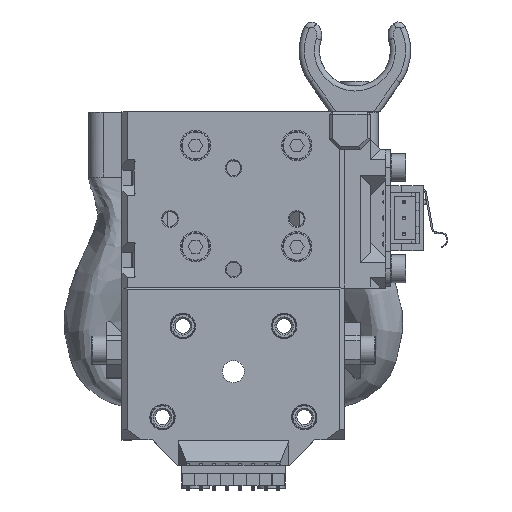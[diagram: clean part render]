
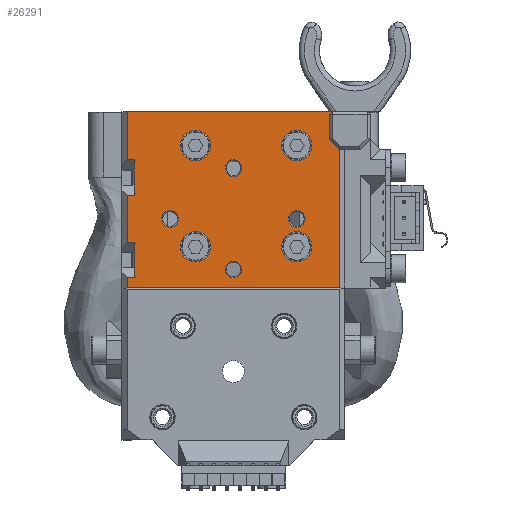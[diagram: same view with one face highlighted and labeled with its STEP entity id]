
A CAD part, top view. The second image highlights one B-rep face of the part: STEP entity #26291.
In plain terms, the highlighted planar face has unit normal (0, 0, 1).
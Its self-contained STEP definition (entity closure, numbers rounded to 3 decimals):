
#1138=FACE_BOUND('',#3046,.T.);
#1139=FACE_BOUND('',#3047,.T.);
#1140=FACE_BOUND('',#3048,.T.);
#1141=FACE_BOUND('',#3049,.T.);
#1142=FACE_BOUND('',#3050,.T.);
#1143=FACE_BOUND('',#3051,.T.);
#1144=FACE_BOUND('',#3052,.T.);
#1145=FACE_BOUND('',#3053,.T.);
#1576=FACE_OUTER_BOUND('',#3045,.T.);
#3045=EDGE_LOOP('',(#18057,#18058,#18059,#18060,#18061,#18062,#18063,#18064,
#18065,#18066,#18067,#18068,#18069,#18070,#18071));
#3046=EDGE_LOOP('',(#18072));
#3047=EDGE_LOOP('',(#18073));
#3048=EDGE_LOOP('',(#18074));
#3049=EDGE_LOOP('',(#18075));
#3050=EDGE_LOOP('',(#18076));
#3051=EDGE_LOOP('',(#18077));
#3052=EDGE_LOOP('',(#18078));
#3053=EDGE_LOOP('',(#18079));
#4522=CIRCLE('',#27840,1.65);
#4525=CIRCLE('',#27845,1.65);
#4528=CIRCLE('',#27850,1.65);
#4531=CIRCLE('',#27855,1.65);
#4544=CIRCLE('',#27896,3.);
#4545=CIRCLE('',#27897,3.);
#4546=CIRCLE('',#27898,3.);
#4547=CIRCLE('',#27899,3.);
#5555=LINE('',#37748,#8328);
#5569=LINE('',#37777,#8342);
#5570=LINE('',#37779,#8343);
#5575=LINE('',#37805,#8348);
#5576=LINE('',#37807,#8349);
#5577=LINE('',#37809,#8350);
#5578=LINE('',#37811,#8351);
#5579=LINE('',#37813,#8352);
#5580=LINE('',#37815,#8353);
#5581=LINE('',#37817,#8354);
#5582=LINE('',#37819,#8355);
#5583=LINE('',#37821,#8356);
#5584=LINE('',#37823,#8357);
#5585=LINE('',#37825,#8358);
#5586=LINE('',#37826,#8359);
#8328=VECTOR('',#30696,10.);
#8342=VECTOR('',#30724,10.);
#8343=VECTOR('',#30727,10.);
#8348=VECTOR('',#30760,10.);
#8349=VECTOR('',#30761,1000.);
#8350=VECTOR('',#30762,1000.);
#8351=VECTOR('',#30763,1000.);
#8352=VECTOR('',#30764,1000.);
#8353=VECTOR('',#30765,1000.);
#8354=VECTOR('',#30766,1000.);
#8355=VECTOR('',#30767,1000.);
#8356=VECTOR('',#30768,1000.);
#8357=VECTOR('',#30769,1000.);
#8358=VECTOR('',#30770,1000.);
#8359=VECTOR('',#30771,10.);
#10941=VERTEX_POINT('',#37640);
#10944=VERTEX_POINT('',#37650);
#10947=VERTEX_POINT('',#37660);
#10950=VERTEX_POINT('',#37670);
#10973=VERTEX_POINT('',#37746);
#10974=VERTEX_POINT('',#37747);
#10978=VERTEX_POINT('',#37765);
#10982=VERTEX_POINT('',#37775);
#10989=VERTEX_POINT('',#37804);
#10990=VERTEX_POINT('',#37806);
#10991=VERTEX_POINT('',#37808);
#10992=VERTEX_POINT('',#37810);
#10993=VERTEX_POINT('',#37812);
#10994=VERTEX_POINT('',#37814);
#10995=VERTEX_POINT('',#37816);
#10996=VERTEX_POINT('',#37818);
#10997=VERTEX_POINT('',#37820);
#10998=VERTEX_POINT('',#37822);
#10999=VERTEX_POINT('',#37824);
#11000=VERTEX_POINT('',#37827);
#11001=VERTEX_POINT('',#37829);
#11002=VERTEX_POINT('',#37831);
#11003=VERTEX_POINT('',#37833);
#13625=EDGE_CURVE('',#10941,#10941,#4522,.T.);
#13630=EDGE_CURVE('',#10944,#10944,#4525,.T.);
#13635=EDGE_CURVE('',#10947,#10947,#4528,.T.);
#13640=EDGE_CURVE('',#10950,#10950,#4531,.T.);
#13679=EDGE_CURVE('',#10973,#10974,#5555,.F.);
#13695=EDGE_CURVE('',#10978,#10982,#5569,.T.);
#13696=EDGE_CURVE('',#10982,#10974,#5570,.T.);
#13707=EDGE_CURVE('',#10989,#10973,#5575,.T.);
#13708=EDGE_CURVE('',#10990,#10989,#5576,.T.);
#13709=EDGE_CURVE('',#10991,#10990,#5577,.T.);
#13710=EDGE_CURVE('',#10992,#10991,#5578,.F.);
#13711=EDGE_CURVE('',#10993,#10992,#5579,.T.);
#13712=EDGE_CURVE('',#10994,#10993,#5580,.T.);
#13713=EDGE_CURVE('',#10995,#10994,#5581,.T.);
#13714=EDGE_CURVE('',#10995,#10996,#5582,.T.);
#13715=EDGE_CURVE('',#10997,#10996,#5583,.T.);
#13716=EDGE_CURVE('',#10998,#10997,#5584,.T.);
#13717=EDGE_CURVE('',#10999,#10998,#5585,.T.);
#13718=EDGE_CURVE('',#10999,#10978,#5586,.T.);
#13719=EDGE_CURVE('',#11000,#11000,#4544,.T.);
#13720=EDGE_CURVE('',#11001,#11001,#4545,.T.);
#13721=EDGE_CURVE('',#11002,#11002,#4546,.T.);
#13722=EDGE_CURVE('',#11003,#11003,#4547,.T.);
#18057=ORIENTED_EDGE('',*,*,#13695,.T.);
#18058=ORIENTED_EDGE('',*,*,#13696,.T.);
#18059=ORIENTED_EDGE('',*,*,#13679,.F.);
#18060=ORIENTED_EDGE('',*,*,#13707,.F.);
#18061=ORIENTED_EDGE('',*,*,#13708,.F.);
#18062=ORIENTED_EDGE('',*,*,#13709,.F.);
#18063=ORIENTED_EDGE('',*,*,#13710,.F.);
#18064=ORIENTED_EDGE('',*,*,#13711,.F.);
#18065=ORIENTED_EDGE('',*,*,#13712,.F.);
#18066=ORIENTED_EDGE('',*,*,#13713,.F.);
#18067=ORIENTED_EDGE('',*,*,#13714,.T.);
#18068=ORIENTED_EDGE('',*,*,#13715,.F.);
#18069=ORIENTED_EDGE('',*,*,#13716,.F.);
#18070=ORIENTED_EDGE('',*,*,#13717,.F.);
#18071=ORIENTED_EDGE('',*,*,#13718,.T.);
#18072=ORIENTED_EDGE('',*,*,#13640,.F.);
#18073=ORIENTED_EDGE('',*,*,#13635,.F.);
#18074=ORIENTED_EDGE('',*,*,#13630,.F.);
#18075=ORIENTED_EDGE('',*,*,#13625,.F.);
#18076=ORIENTED_EDGE('',*,*,#13719,.T.);
#18077=ORIENTED_EDGE('',*,*,#13720,.T.);
#18078=ORIENTED_EDGE('',*,*,#13721,.T.);
#18079=ORIENTED_EDGE('',*,*,#13722,.T.);
#24896=PLANE('',#27895);
#26291=ADVANCED_FACE('',(#1576,#1138,#1139,#1140,#1141,#1142,#1143,#1144,
#1145),#24896,.F.);
#27840=AXIS2_PLACEMENT_3D('',#37641,#30588,#30589);
#27845=AXIS2_PLACEMENT_3D('',#37651,#30600,#30601);
#27850=AXIS2_PLACEMENT_3D('',#37661,#30612,#30613);
#27855=AXIS2_PLACEMENT_3D('',#37671,#30624,#30625);
#27895=AXIS2_PLACEMENT_3D('',#37803,#30758,#30759);
#27896=AXIS2_PLACEMENT_3D('',#37828,#30772,#30773);
#27897=AXIS2_PLACEMENT_3D('',#37830,#30774,#30775);
#27898=AXIS2_PLACEMENT_3D('',#37832,#30776,#30777);
#27899=AXIS2_PLACEMENT_3D('',#37834,#30778,#30779);
#30588=DIRECTION('center_axis',(0.,0.,
1.));
#30589=DIRECTION('ref_axis',(-1.,0.,0.));
#30600=DIRECTION('center_axis',(0.,0.,
1.));
#30601=DIRECTION('ref_axis',(-1.,0.,0.));
#30612=DIRECTION('center_axis',(0.,0.,
1.));
#30613=DIRECTION('ref_axis',(-1.,0.,0.));
#30624=DIRECTION('center_axis',(0.,0.,
1.));
#30625=DIRECTION('ref_axis',(-1.,0.,0.));
#30696=DIRECTION('',(-0.707,-0.707,0.));
#30724=DIRECTION('',(0.707,-0.707,0.));
#30727=DIRECTION('',(0.,-1.,0.));
#30758=DIRECTION('center_axis',(0.,0.,
-1.));
#30759=DIRECTION('ref_axis',(1.,0.,0.));
#30760=DIRECTION('',(-1.,0.,0.));
#30761=DIRECTION('',(0.,-1.,0.));
#30762=DIRECTION('',(1.,0.,0.));
#30763=DIRECTION('',(0.,1.,0.));
#30764=DIRECTION('',(-1.,0.,0.));
#30765=DIRECTION('',(0.,-1.,0.));
#30766=DIRECTION('',(1.,0.,0.));
#30767=DIRECTION('',(0.,1.,0.));
#30768=DIRECTION('',(-1.,0.,0.));
#30769=DIRECTION('',(0.,-1.,0.));
#30770=DIRECTION('',(1.,0.,0.));
#30771=DIRECTION('',(0.,-1.,0.));
#30772=DIRECTION('center_axis',(0.,0.,
-1.));
#30773=DIRECTION('ref_axis',(1.,0.,0.));
#30774=DIRECTION('center_axis',(0.,0.,
-1.));
#30775=DIRECTION('ref_axis',(1.,0.,0.));
#30776=DIRECTION('center_axis',(0.,0.,
-1.));
#30777=DIRECTION('ref_axis',(1.,0.,0.));
#30778=DIRECTION('center_axis',(0.,0.,
-1.));
#30779=DIRECTION('ref_axis',(1.,0.,0.));
#37640=CARTESIAN_POINT('',(14.15,42.3,-33.));
#37641=CARTESIAN_POINT('Origin',(12.5,42.3,-33.));
#37650=CARTESIAN_POINT('',(1.65,32.3,-33.));
#37651=CARTESIAN_POINT('Origin',(0.,32.3,-33.));
#37660=CARTESIAN_POINT('',(1.65,52.3,-33.));
#37661=CARTESIAN_POINT('Origin',(0.,52.3,-33.));
#37670=CARTESIAN_POINT('',(-10.85,42.3,-33.));
#37671=CARTESIAN_POINT('Origin',(-12.5,42.3,-33.));
#37746=CARTESIAN_POINT('',(-19.6,21.15,-33.));
#37747=CARTESIAN_POINT('',(-19.,21.75,-33.));
#37748=CARTESIAN_POINT('',(-3.1,37.65,-33.));
#37765=CARTESIAN_POINT('',(-21.,28.65,-33.));
#37775=CARTESIAN_POINT('',(-19.,26.65,-33.));
#37777=CARTESIAN_POINT('',(-19.325,26.975,-33.));
#37779=CARTESIAN_POINT('',(-19.,40.425,-33.));
#37803=CARTESIAN_POINT('Origin',(11.,55.95,-33.));
#37804=CARTESIAN_POINT('',(21.,21.15,-33.));
#37805=CARTESIAN_POINT('',(21.,21.15,-33.));
#37806=CARTESIAN_POINT('',(21.,30.65,-33.));
#37807=CARTESIAN_POINT('',(21.,55.95,-33.));
#37808=CARTESIAN_POINT('',(19.551,30.65,-33.));
#37809=CARTESIAN_POINT('',(11.,30.65,-33.));
#37810=CARTESIAN_POINT('',(19.551,37.65,-33.));
#37811=CARTESIAN_POINT('',(19.551,49.125,-33.));
#37812=CARTESIAN_POINT('',(21.,37.65,-33.));
#37813=CARTESIAN_POINT('',(19.551,37.65,-33.));
#37814=CARTESIAN_POINT('',(21.,46.95,-33.));
#37815=CARTESIAN_POINT('',(21.,55.95,-33.));
#37816=CARTESIAN_POINT('',(19.551,46.95,-33.));
#37817=CARTESIAN_POINT('',(11.,46.95,-33.));
#37818=CARTESIAN_POINT('',(19.551,53.95,-33.));
#37819=CARTESIAN_POINT('',(19.551,49.125,-33.));
#37820=CARTESIAN_POINT('',(21.,53.95,-33.));
#37821=CARTESIAN_POINT('',(19.551,53.95,-33.));
#37822=CARTESIAN_POINT('',(21.,55.95,-33.));
#37823=CARTESIAN_POINT('',(21.,55.95,-33.));
#37824=CARTESIAN_POINT('',(-21.,55.95,-33.));
#37825=CARTESIAN_POINT('',(11.,55.95,-33.));
#37826=CARTESIAN_POINT('',(-21.,28.65,-33.));
#37827=CARTESIAN_POINT('',(4.5,47.8,-33.));
#37828=CARTESIAN_POINT('Origin',(7.5,47.8,-33.));
#37829=CARTESIAN_POINT('',(4.5,27.8,-33.));
#37830=CARTESIAN_POINT('Origin',(7.5,27.8,-33.));
#37831=CARTESIAN_POINT('',(-15.5,47.8,-33.));
#37832=CARTESIAN_POINT('Origin',(-12.5,47.8,-33.));
#37833=CARTESIAN_POINT('',(-15.5,27.8,-33.));
#37834=CARTESIAN_POINT('Origin',(-12.5,27.8,-33.));
